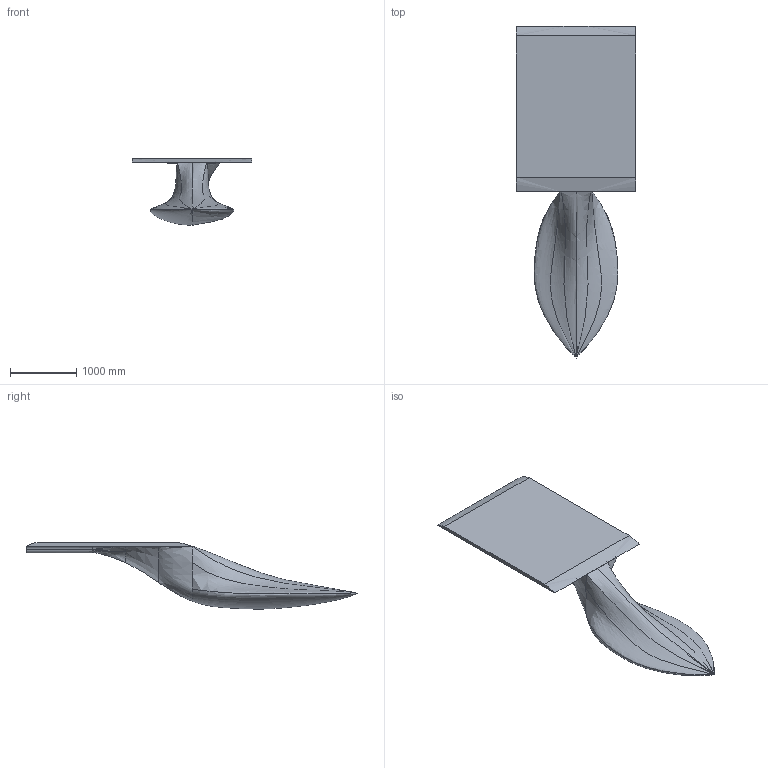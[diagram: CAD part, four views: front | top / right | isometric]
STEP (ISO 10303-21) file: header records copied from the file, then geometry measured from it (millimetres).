
FILE_DESCRIPTION(/* description */ ('','CAx-IF Rec.Pracs.---Representation and Presentation of Product Manufacturing Information (PMI)---4.0---2014-10-13'),/* implementation_level */ '2;1');
FILE_NAME(/* name */ 'car made the right way v33.step',/* time_stamp */ '2024-12-13T15:31:59-08:00',/* author */ (''),/* organization */ (''),/* preprocessor_version */ 'ST-DEVELOPER v20',/* originating_system */ 'Autodesk Translation Framework v13.20.0.188',/* authorisation */ '');
FILE_SCHEMA (('AP242_MANAGED_MODEL_BASED_3D_ENGINEERING_MIM_LF { 1 0 10303 442 1 1 4 }'));
Length unit declared in the file: metre
Products named in the file (1): car made the right way
Bounding box: 1800 x 5000 x 999.97 mm (x, y, z)
Surface area: 16873335.4 mm2 (no closed solid volume)
Topology: 0 solids, 3 shells, 52 faces, 146 edges, 87 vertices
Faces by surface type: bspline 38, plane 10, cylinder 4
Entity records: 11131 total; most frequent: CARTESIAN_POINT 10194, ORIENTED_EDGE 258, EDGE_CURVE 129, VERTEX_POINT 79, DIRECTION 74, B_SPLINE_CURVE_WITH_KNOTS 67, FACE_OUTER_BOUND 52, EDGE_LOOP 52
